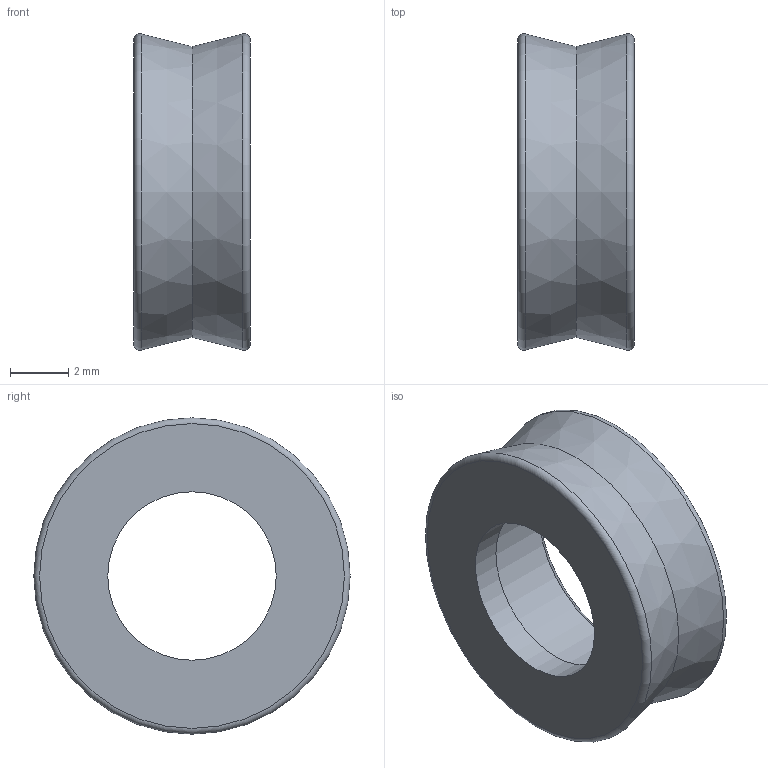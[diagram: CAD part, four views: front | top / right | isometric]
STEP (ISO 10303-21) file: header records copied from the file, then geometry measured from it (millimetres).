
FILE_DESCRIPTION(/* description */ (''),/* implementation_level */ '2;1');
FILE_NAME(/* name */ 'Loadcell_pulley.stp',/* time_stamp */ '2023-04-24T17:48:00+02:00',/* author */ ('Christian'),/* organization */ (''),/* preprocessor_version */ 'ST-DEVELOPER v18.1',/* originating_system */ 'Autodesk Inventor 2022',/* authorisation */ '');
FILE_SCHEMA (('AUTOMOTIVE_DESIGN { 1 0 10303 214 3 1 1 }'));
Length unit declared in the file: millimetre
Products named in the file (1): Pulley_LoadCell
Bounding box: 4 x 10.89 x 10.89 mm (x, y, z)
Volume: 202.7 mm3; surface area: 343.3 mm2
Topology: 1 solids, 1 shells, 10 faces, 20 edges, 13 vertices
Faces by surface type: cone 3, plane 3, cylinder 2, torus 2
Full cylindrical faces by diameter (mm): 5.8 x1, 7 x1
Entity records: 318 total; most frequent: DIRECTION 57, CARTESIAN_POINT 44, ORIENTED_EDGE 40, AXIS2_PLACEMENT_3D 26, EDGE_CURVE 20, CIRCLE 15, EDGE_LOOP 13, VERTEX_POINT 13
